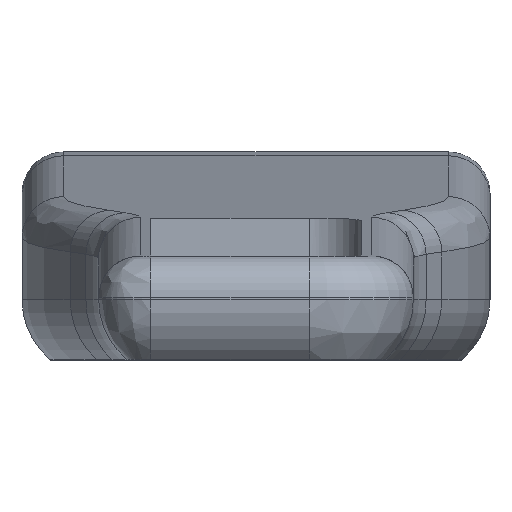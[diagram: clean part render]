
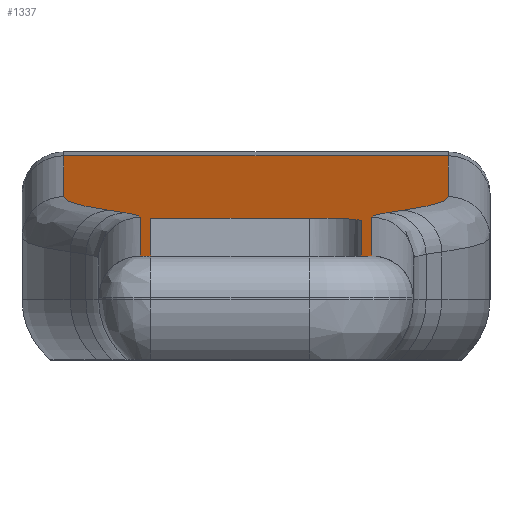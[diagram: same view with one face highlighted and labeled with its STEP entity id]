
A CAD part, left-side view. The second image highlights one B-rep face of the part: STEP entity #1337.
In plain terms, the highlighted planar face has unit normal (-0.054, 0, 0.999).
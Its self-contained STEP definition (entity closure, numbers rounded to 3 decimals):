
#22=ELLIPSE('',#1470,9.614,9.6);
#23=ELLIPSE('',#1474,28.441,28.4);
#24=ELLIPSE('',#1495,28.441,28.4);
#26=ELLIPSE('',#1500,9.614,9.6);
#29=ELLIPSE('',#1526,2.003,2.);
#60=PLANE('',#1525);
#123=LINE('',#2247,#219);
#124=LINE('',#2275,#220);
#125=LINE('',#2302,#221);
#127=LINE('',#2326,#223);
#129=LINE('',#2357,#225);
#131=LINE('',#2386,#227);
#143=LINE('',#2435,#239);
#147=LINE('',#2444,#243);
#148=LINE('',#2446,#244);
#149=LINE('',#2449,#245);
#150=LINE('',#2451,#246);
#151=LINE('',#2454,#247);
#219=VECTOR('',#1810,10.);
#220=VECTOR('',#1821,10.);
#221=VECTOR('',#1830,10.);
#223=VECTOR('',#1866,10.);
#225=VECTOR('',#1878,10.);
#227=VECTOR('',#1888,10.);
#239=VECTOR('',#1940,10.);
#243=VECTOR('',#1946,10.);
#244=VECTOR('',#1949,10.);
#245=VECTOR('',#1952,10.);
#246=VECTOR('',#1953,10.);
#247=VECTOR('',#1956,10.);
#365=FACE_OUTER_BOUND('',#452,.T.);
#452=EDGE_LOOP('',(#1190,#1191,#1192,#1193,#1194,#1195,#1196,#1197,#1198,
#1199,#1200,#1201,#1202,#1203,#1204,#1205,#1206));
#623=VERTEX_POINT('',#2244);
#624=VERTEX_POINT('',#2246);
#625=VERTEX_POINT('',#2269);
#626=VERTEX_POINT('',#2273);
#627=VERTEX_POINT('',#2296);
#628=VERTEX_POINT('',#2300);
#631=VERTEX_POINT('',#2318);
#633=VERTEX_POINT('',#2324);
#635=VERTEX_POINT('',#2349);
#637=VERTEX_POINT('',#2355);
#639=VERTEX_POINT('',#2380);
#640=VERTEX_POINT('',#2385);
#648=VERTEX_POINT('',#2434);
#652=VERTEX_POINT('',#2442);
#653=VERTEX_POINT('',#2448);
#654=VERTEX_POINT('',#2450);
#655=VERTEX_POINT('',#2452);
#780=EDGE_CURVE('',#623,#624,#123,.T.);
#783=EDGE_CURVE('',#625,#623,#22,.T.);
#785=EDGE_CURVE('',#626,#625,#124,.T.);
#787=EDGE_CURVE('',#627,#626,#23,.T.);
#789=EDGE_CURVE('',#628,#627,#125,.T.);
#801=EDGE_CURVE('',#633,#631,#127,.T.);
#804=EDGE_CURVE('',#635,#633,#24,.T.);
#807=EDGE_CURVE('',#637,#635,#129,.T.);
#810=EDGE_CURVE('',#639,#637,#26,.T.);
#812=EDGE_CURVE('',#640,#639,#131,.T.);
#833=EDGE_CURVE('',#648,#624,#143,.T.);
#838=EDGE_CURVE('',#640,#652,#147,.T.);
#839=EDGE_CURVE('',#631,#628,#148,.T.);
#840=EDGE_CURVE('',#653,#652,#149,.T.);
#841=EDGE_CURVE('',#654,#653,#150,.T.);
#842=EDGE_CURVE('',#655,#654,#29,.T.);
#843=EDGE_CURVE('',#648,#655,#151,.T.);
#1190=ORIENTED_EDGE('',*,*,#812,.F.);
#1191=ORIENTED_EDGE('',*,*,#838,.T.);
#1192=ORIENTED_EDGE('',*,*,#840,.F.);
#1193=ORIENTED_EDGE('',*,*,#841,.F.);
#1194=ORIENTED_EDGE('',*,*,#842,.F.);
#1195=ORIENTED_EDGE('',*,*,#843,.F.);
#1196=ORIENTED_EDGE('',*,*,#833,.T.);
#1197=ORIENTED_EDGE('',*,*,#780,.F.);
#1198=ORIENTED_EDGE('',*,*,#783,.F.);
#1199=ORIENTED_EDGE('',*,*,#785,.F.);
#1200=ORIENTED_EDGE('',*,*,#787,.F.);
#1201=ORIENTED_EDGE('',*,*,#789,.F.);
#1202=ORIENTED_EDGE('',*,*,#839,.F.);
#1203=ORIENTED_EDGE('',*,*,#801,.F.);
#1204=ORIENTED_EDGE('',*,*,#804,.F.);
#1205=ORIENTED_EDGE('',*,*,#807,.F.);
#1206=ORIENTED_EDGE('',*,*,#810,.F.);
#1337=ADVANCED_FACE('',(#365),#60,.F.);
#1470=AXIS2_PLACEMENT_3D('',#2271,#1815,#1816);
#1474=AXIS2_PLACEMENT_3D('',#2298,#1824,#1825);
#1495=AXIS2_PLACEMENT_3D('',#2351,#1870,#1871);
#1500=AXIS2_PLACEMENT_3D('',#2382,#1882,#1883);
#1525=AXIS2_PLACEMENT_3D('',#2447,#1950,#1951);
#1526=AXIS2_PLACEMENT_3D('',#2453,#1954,#1955);
#1810=DIRECTION('',(-0.999,0.,-0.054));
#1815=DIRECTION('center_axis',(-0.054,0.,0.999));
#1816=DIRECTION('ref_axis',(0.999,0.,0.054));
#1821=DIRECTION('',(-0.937,0.346,-0.051));
#1824=DIRECTION('center_axis',(0.054,0.,-0.999));
#1825=DIRECTION('ref_axis',(-0.999,0.,-0.054));
#1830=DIRECTION('',(-0.999,0.,-0.054));
#1866=DIRECTION('',(0.999,0.,0.054));
#1870=DIRECTION('center_axis',(0.054,0.,-0.999));
#1871=DIRECTION('ref_axis',(-0.999,0.,-0.054));
#1878=DIRECTION('',(0.937,0.346,0.051));
#1882=DIRECTION('center_axis',(-0.054,0.,0.999));
#1883=DIRECTION('ref_axis',(0.999,0.,0.054));
#1888=DIRECTION('',(0.999,0.,0.054));
#1940=DIRECTION('',(0.,-1.,0.));
#1946=DIRECTION('',(0.,-1.,0.));
#1949=DIRECTION('',(0.,-1.,0.));
#1950=DIRECTION('center_axis',(0.054,0.,-0.999));
#1951=DIRECTION('ref_axis',(0.999,0.,0.054));
#1952=DIRECTION('',(-0.999,0.,-0.054));
#1953=DIRECTION('',(0.,1.,0.));
#1954=DIRECTION('center_axis',(-0.054,0.,0.999));
#1955=DIRECTION('ref_axis',(-0.999,0.,-0.054));
#1956=DIRECTION('',(0.999,0.,0.054));
#2244=CARTESIAN_POINT('',(19.036,-4.45,5.487));
#2246=CARTESIAN_POINT('',(-8.55,-4.45,4.));
#2247=CARTESIAN_POINT('',(-14.64,-4.45,3.672));
#2269=CARTESIAN_POINT('',(22.357,-5.043,5.666));
#2271=CARTESIAN_POINT('Origin',(19.036,-14.05,5.487));
#2273=CARTESIAN_POINT('',(23.993,-5.646,5.754));
#2275=CARTESIAN_POINT('',(8.147,0.197,4.9));
#2296=CARTESIAN_POINT('',(33.819,-7.4,6.284));
#2298=CARTESIAN_POINT('Origin',(33.819,21.,6.284));
#2300=CARTESIAN_POINT('',(62.96,-7.4,7.855));
#2302=CARTESIAN_POINT('',(9.839,-7.4,4.991));
#2318=CARTESIAN_POINT('',(62.96,7.4,7.855));
#2324=CARTESIAN_POINT('',(33.819,7.4,6.284));
#2326=CARTESIAN_POINT('',(54.708,7.4,7.41));
#2349=CARTESIAN_POINT('',(23.993,5.646,5.754));
#2351=CARTESIAN_POINT('Origin',(33.819,-21.,6.284));
#2355=CARTESIAN_POINT('',(22.357,5.043,5.666));
#2357=CARTESIAN_POINT('',(10.178,0.552,5.01));
#2380=CARTESIAN_POINT('',(19.036,4.45,5.487));
#2382=CARTESIAN_POINT('Origin',(19.036,14.05,5.487));
#2385=CARTESIAN_POINT('',(-8.55,4.45,4.));
#2386=CARTESIAN_POINT('',(5.85,4.45,4.776));
#2434=CARTESIAN_POINT('',(-8.55,-4.05,4.));
#2435=CARTESIAN_POINT('',(-8.55,-6.05,4.));
#2442=CARTESIAN_POINT('',(-8.55,4.05,4.));
#2444=CARTESIAN_POINT('',(-8.55,-6.05,4.));
#2446=CARTESIAN_POINT('',(62.96,-3.025,7.855));
#2447=CARTESIAN_POINT('Origin',(-8.55,-6.05,4.));
#2448=CARTESIAN_POINT('',(18.55,4.05,5.461));
#2449=CARTESIAN_POINT('',(-13.536,4.05,3.731));
#2450=CARTESIAN_POINT('',(18.55,-2.05,5.461));
#2451=CARTESIAN_POINT('',(18.55,-1.,5.461));
#2452=CARTESIAN_POINT('',(16.55,-4.05,5.353));
#2453=CARTESIAN_POINT('Origin',(16.55,-2.05,5.353));
#2454=CARTESIAN_POINT('',(3.964,-4.05,4.675));
